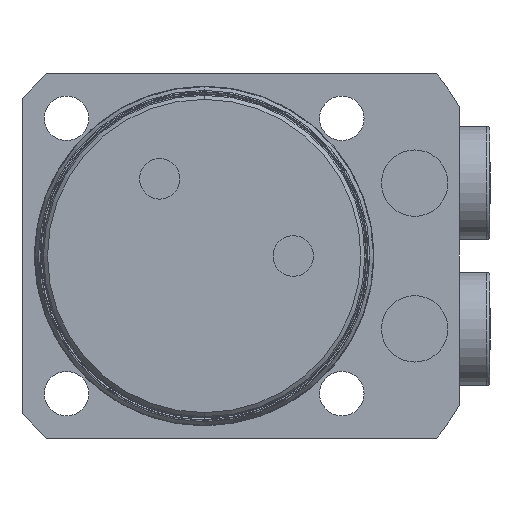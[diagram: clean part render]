
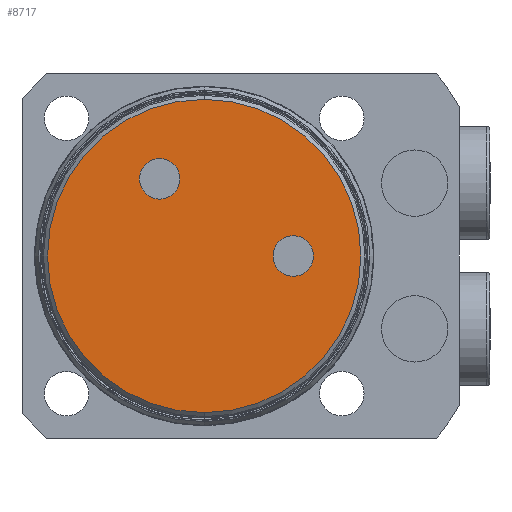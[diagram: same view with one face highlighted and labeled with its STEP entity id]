
A CAD part, front view. The second image highlights one B-rep face of the part: STEP entity #8717.
In plain terms, the highlighted planar face has unit normal (0, -1, 0).
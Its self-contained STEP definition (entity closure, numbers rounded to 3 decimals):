
#70 = CIRCLE ( 'NONE', #10858, 2.5 ) ;
#144 = FACE_BOUND ( 'NONE', #9591, .T. ) ;
#149 = FACE_BOUND ( 'NONE', #9617, .T. ) ;
#151 = FACE_OUTER_BOUND ( 'NONE', #9616, .T. ) ;
#412 = CIRCLE ( 'NONE', #10855, 19.35 ) ;
#1033 = DIRECTION ( 'NONE',  ( 0., 0., -1. ) ) ;
#1034 = DIRECTION ( 'NONE',  ( 0., -1., 0. ) ) ;
#1040 = CARTESIAN_POINT ( 'NONE',  ( -5.5, 0., 9.526 ) ) ;
#2118 = ORIENTED_EDGE ( 'NONE', *, *, #3944, .F. ) ;
#2119 = ORIENTED_EDGE ( 'NONE', *, *, #7970, .F. ) ;
#2120 = ORIENTED_EDGE ( 'NONE', *, *, #7967, .F. ) ;
#2121 = ORIENTED_EDGE ( 'NONE', *, *, #3917, .F. ) ;
#2122 = ORIENTED_EDGE ( 'NONE', *, *, #3930, .F. ) ;
#2123 = ORIENTED_EDGE ( 'NONE', *, *, #7944, .F. ) ;
#2593 = CIRCLE ( 'NONE', #4604, 2.5 ) ;
#2853 = DIRECTION ( 'NONE',  ( 0., 1., 0. ) ) ;
#2855 = CARTESIAN_POINT ( 'NONE',  ( 0., 0., 0. ) ) ;
#2858 = PLANE ( 'NONE',  #3622 ) ;
#2861 = DIRECTION ( 'NONE',  ( 0., 0., 1. ) ) ;
#3165 = VERTEX_POINT ( 'NONE', #6398 ) ;
#3432 = CIRCLE ( 'NONE', #5013, 19.35 ) ;
#3451 = CIRCLE ( 'NONE', #5024, 2.5 ) ;
#3459 = CIRCLE ( 'NONE', #5041, 2.5 ) ;
#3567 = VERTEX_POINT ( 'NONE', #6393 ) ;
#3622 = AXIS2_PLACEMENT_3D ( 'NONE', #2855, #2853, #2861 ) ;
#3917 = EDGE_CURVE ( 'NONE', #3567, #9470, #3459, .T. ) ;
#3930 = EDGE_CURVE ( 'NONE', #9483, #9292, #3451, .T. ) ;
#3944 = EDGE_CURVE ( 'NONE', #3165, #9455, #3432, .T. ) ;
#4604 = AXIS2_PLACEMENT_3D ( 'NONE', #1040, #1034, #1033 ) ;
#4674 = CARTESIAN_POINT ( 'NONE',  ( -5.5, 0., 12.026 ) ) ;
#4825 = CARTESIAN_POINT ( 'NONE',  ( 0., 0., -19.35 ) ) ;
#4844 = CARTESIAN_POINT ( 'NONE',  ( 11., 0., -2.5 ) ) ;
#4851 = CARTESIAN_POINT ( 'NONE',  ( -5.5, 0., 7.026 ) ) ;
#5013 = AXIS2_PLACEMENT_3D ( 'NONE', #7834, #7833, #7832 ) ;
#5024 = AXIS2_PLACEMENT_3D ( 'NONE', #7890, #7886, #7885 ) ;
#5041 = AXIS2_PLACEMENT_3D ( 'NONE', #7879, #7872, #7863 ) ;
#6393 = CARTESIAN_POINT ( 'NONE',  ( 11., 0., 2.5 ) ) ;
#6398 = CARTESIAN_POINT ( 'NONE',  ( 0., 0., 19.35 ) ) ;
#7559 = DIRECTION ( 'NONE',  ( 0., 0., 1. ) ) ;
#7560 = DIRECTION ( 'NONE',  ( 0., 1., 0. ) ) ;
#7561 = CARTESIAN_POINT ( 'NONE',  ( 0., 0., 0. ) ) ;
#7567 = DIRECTION ( 'NONE',  ( 0., 0., -1. ) ) ;
#7568 = DIRECTION ( 'NONE',  ( 0., -1., 0. ) ) ;
#7569 = CARTESIAN_POINT ( 'NONE',  ( 11., 0., 0. ) ) ;
#7832 = DIRECTION ( 'NONE',  ( 0., 0., 1. ) ) ;
#7833 = DIRECTION ( 'NONE',  ( 0., 1., 0. ) ) ;
#7834 = CARTESIAN_POINT ( 'NONE',  ( 0., 0., 0. ) ) ;
#7863 = DIRECTION ( 'NONE',  ( 0., 0., -1. ) ) ;
#7872 = DIRECTION ( 'NONE',  ( 0., -1., 0. ) ) ;
#7879 = CARTESIAN_POINT ( 'NONE',  ( 11., 0., 0. ) ) ;
#7885 = DIRECTION ( 'NONE',  ( 0., 0., -1. ) ) ;
#7886 = DIRECTION ( 'NONE',  ( 0., -1., 0. ) ) ;
#7890 = CARTESIAN_POINT ( 'NONE',  ( -5.5, 0., 9.526 ) ) ;
#7944 = EDGE_CURVE ( 'NONE', #9292, #9483, #2593, .T. ) ;
#7967 = EDGE_CURVE ( 'NONE', #9470, #3567, #70, .T. ) ;
#7970 = EDGE_CURVE ( 'NONE', #9455, #3165, #412, .T. ) ;
#8717 = ADVANCED_FACE ( 'NONE', ( #151, #144, #149 ), #2858, .F. ) ;
#9292 = VERTEX_POINT ( 'NONE', #4674 ) ;
#9455 = VERTEX_POINT ( 'NONE', #4825 ) ;
#9470 = VERTEX_POINT ( 'NONE', #4844 ) ;
#9483 = VERTEX_POINT ( 'NONE', #4851 ) ;
#9591 = EDGE_LOOP ( 'NONE', ( #2120, #2121 ) ) ;
#9616 = EDGE_LOOP ( 'NONE', ( #2118, #2119 ) ) ;
#9617 = EDGE_LOOP ( 'NONE', ( #2122, #2123 ) ) ;
#10855 = AXIS2_PLACEMENT_3D ( 'NONE', #7561, #7560, #7559 ) ;
#10858 = AXIS2_PLACEMENT_3D ( 'NONE', #7569, #7568, #7567 ) ;
